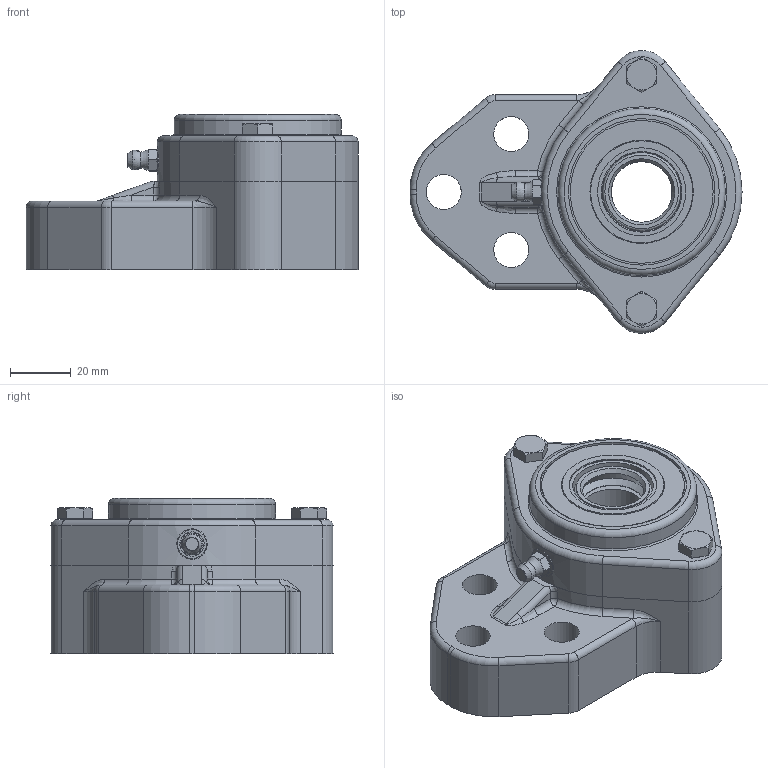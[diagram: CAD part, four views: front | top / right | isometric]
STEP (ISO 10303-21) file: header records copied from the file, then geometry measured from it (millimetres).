
FILE_DESCRIPTION(/* description */ (''),/* implementation_level */ '2;1');
FILE_NAME(/* name */ 'NG20-FBL31.stp',/* time_stamp */ '2019-12-13T10:28:08+01:00',/* author */ ('fje'),/* organization */ (''),/* preprocessor_version */ 'ST-DEVELOPER v17',/* originating_system */ 'Autodesk Inventor 2018',/* authorisation */ '');
FILE_SCHEMA (('CONFIG_CONTROL_DESIGN'));
Length unit declared in the file: millimetre
Products named in the file (1): Part12
Bounding box: 109.2 x 92.93 x 51 mm (x, y, z)
Volume: 203096.9 mm3; surface area: 74012.2 mm2
Topology: 18 solids, 19 shells, 403 faces, 1030 edges, 687 vertices
Faces by surface type: plane 162, cylinder 124, cone 60, torus 40, bspline 10, sphere 7
Full cylindrical faces by diameter (mm): 2.4 x1, 3 x4, 4.917 x2, 5.459 x2, 6 x4, 6.5 x2, 7 x4, 7.8 x4, 8 x1, 8.7 x2, 9 x3, 10 x1, 11.5 x3, 20 x2, 24.2 x2, 26.5 x2, 26.9 x2, 29 x2, 29.27 x2, 30 x4, 30.85 x1, 33 x1, 33.6 x1, 34 x1, 38.75 x1, 40.33 x4, 47 x2, 48.2 x1, 53.5 x2, 55 x4
Entity records: 13785 total; most frequent: CARTESIAN_POINT 3234, DIRECTION 2232, ORIENTED_EDGE 2048, EDGE_CURVE 1024, AXIS2_PLACEMENT_3D 920, VERTEX_POINT 706, CIRCLE 516, EDGE_LOOP 491
